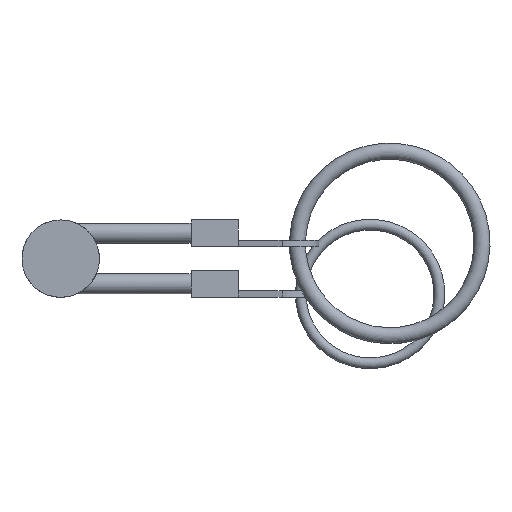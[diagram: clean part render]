
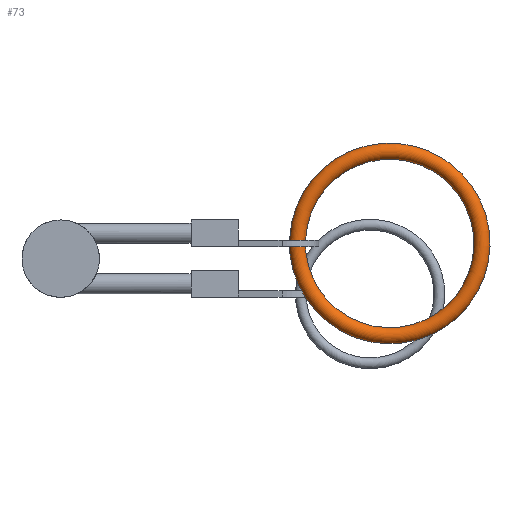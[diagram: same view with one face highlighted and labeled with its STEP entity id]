
A CAD part, left-side view. The second image highlights one B-rep face of the part: STEP entity #73.
In plain terms, the highlighted toroidal (fillet/blend) face has major radius 13.7 mm and minor radius 1.2 mm.
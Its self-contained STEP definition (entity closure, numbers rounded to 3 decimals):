
#73 = ADVANCED_FACE( '', ( #161, #162 ), #163, .T. );
#161 = FACE_BOUND( '', #266, .T. );
#162 = FACE_BOUND( '', #267, .T. );
#163 = TOROIDAL_SURFACE( '', #268, 13.7, 1.2 );
#266 = VERTEX_LOOP( '', #415 );
#267 = EDGE_LOOP( '', ( #416, #417, #418, #419 ) );
#268 = AXIS2_PLACEMENT_3D( '', #420, #421, #422 );
#415 = VERTEX_POINT( '', #621 );
#416 = ORIENTED_EDGE( '', *, *, #622, .T. );
#417 = ORIENTED_EDGE( '', *, *, #574, .T. );
#418 = ORIENTED_EDGE( '', *, *, #623, .F. );
#419 = ORIENTED_EDGE( '', *, *, #576, .T. );
#420 = CARTESIAN_POINT( '', ( 0., -48.86, -1.5 ) );
#421 = DIRECTION( '', ( 1., 0., 0. ) );
#422 = DIRECTION( '', ( 0., 0., -1. ) );
#574 = EDGE_CURVE( '', #667, #668, #669, .T. );
#576 = EDGE_CURVE( '', #672, #670, #673, .T. );
#621 = CARTESIAN_POINT( '', ( 0., -48.86, -16.4 ) );
#622 = EDGE_CURVE( '', #670, #667, #744, .T. );
#623 = EDGE_CURVE( '', #672, #668, #745, .T. );
#667 = VERTEX_POINT( '', #798 );
#668 = VERTEX_POINT( '', #799 );
#669 = B_SPLINE_CURVE_WITH_KNOTS( '', 3, ( #800, #801, #802, #803, #804, #805 ), .UNSPECIFIED., .F., .F., ( 4, 2, 4 ), ( 0., 0.001, 0.001 ), .UNSPECIFIED. );
#670 = VERTEX_POINT( '', #806 );
#672 = VERTEX_POINT( '', #808 );
#673 = B_SPLINE_CURVE_WITH_KNOTS( '', 3, ( #809, #810, #811, #812, #813, #814 ), .UNSPECIFIED., .F., .F., ( 4, 2, 4 ), ( 0., 0.001, 0.001 ), .UNSPECIFIED. );
#744 = B_SPLINE_CURVE_WITH_KNOTS( '', 3, ( #1014, #1015, #1016, #1017, #1018, #1019 ), .UNSPECIFIED., .F., .F., ( 4, 2, 4 ), ( 0., 0., 0.001 ), .UNSPECIFIED. );
#745 = B_SPLINE_CURVE_WITH_KNOTS( '', 3, ( #1020, #1021, #1022, #1023, #1024, #1025 ), .UNSPECIFIED., .F., .F., ( 4, 2, 4 ), ( 0., 0., 0.001 ), .UNSPECIFIED. );
#798 = CARTESIAN_POINT( '', ( 0.295, -36.333, -1. ) );
#799 = CARTESIAN_POINT( '', ( 0.295, -36.333, -2. ) );
#800 = CARTESIAN_POINT( '', ( 0.295, -36.333, -1. ) );
#801 = CARTESIAN_POINT( '', ( 0.248, -36.339, -1.163 ) );
#802 = CARTESIAN_POINT( '', ( 0.21, -36.342, -1.328 ) );
#803 = CARTESIAN_POINT( '', ( 0.21, -36.342, -1.67 ) );
#804 = CARTESIAN_POINT( '', ( 0.248, -36.339, -1.836 ) );
#805 = CARTESIAN_POINT( '', ( 0.295, -36.333, -2. ) );
#806 = CARTESIAN_POINT( '', ( -0.295, -36.333, -1. ) );
#808 = CARTESIAN_POINT( '', ( -0.295, -36.333, -2. ) );
#809 = CARTESIAN_POINT( '', ( -0.295, -36.333, -2. ) );
#810 = CARTESIAN_POINT( '', ( -0.248, -36.339, -1.837 ) );
#811 = CARTESIAN_POINT( '', ( -0.21, -36.342, -1.672 ) );
#812 = CARTESIAN_POINT( '', ( -0.21, -36.342, -1.33 ) );
#813 = CARTESIAN_POINT( '', ( -0.248, -36.339, -1.164 ) );
#814 = CARTESIAN_POINT( '', ( -0.295, -36.333, -1. ) );
#1014 = CARTESIAN_POINT( '', ( -0.295, -36.333, -1. ) );
#1015 = CARTESIAN_POINT( '', ( -0.199, -36.358, -1. ) );
#1016 = CARTESIAN_POINT( '', ( -0.099, -36.37, -1. ) );
#1017 = CARTESIAN_POINT( '', ( 0.1, -36.37, -1. ) );
#1018 = CARTESIAN_POINT( '', ( 0.198, -36.358, -1. ) );
#1019 = CARTESIAN_POINT( '', ( 0.295, -36.333, -1. ) );
#1020 = CARTESIAN_POINT( '', ( -0.295, -36.333, -2. ) );
#1021 = CARTESIAN_POINT( '', ( -0.199, -36.358, -2. ) );
#1022 = CARTESIAN_POINT( '', ( -0.099, -36.37, -2. ) );
#1023 = CARTESIAN_POINT( '', ( 0.1, -36.37, -2. ) );
#1024 = CARTESIAN_POINT( '', ( 0.198, -36.358, -2. ) );
#1025 = CARTESIAN_POINT( '', ( 0.295, -36.333, -2. ) );
